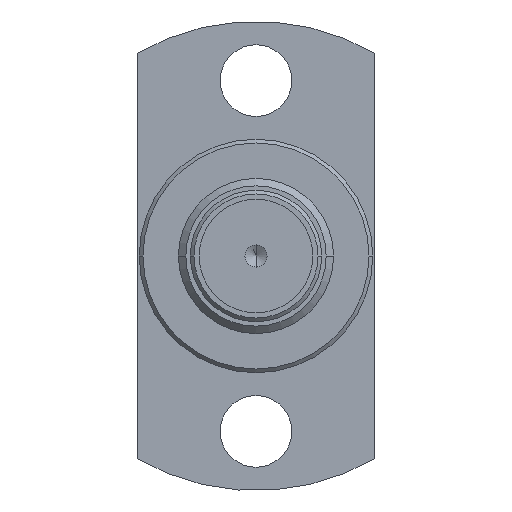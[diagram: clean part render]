
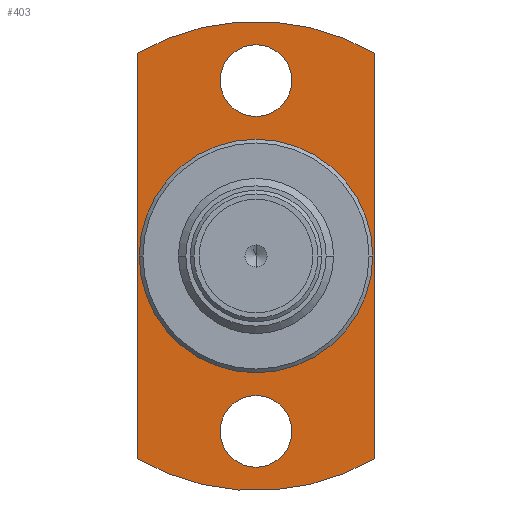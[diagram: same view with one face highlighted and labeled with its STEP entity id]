
A CAD part, front view. The second image highlights one B-rep face of the part: STEP entity #403.
In plain terms, the highlighted planar face has unit normal (0, -1, 0).
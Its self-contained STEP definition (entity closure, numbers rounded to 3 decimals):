
#2 = EDGE_CURVE ( 'NONE', #1630, #652, #744, .T. ) ;
#27 = ORIENTED_EDGE ( 'NONE', *, *, #291, .F. ) ;
#30 = DIRECTION ( 'NONE',  ( -1., 0., 0. ) ) ;
#33 = CARTESIAN_POINT ( 'NONE',  ( 4.8, -0.05, 8.198 ) ) ;
#50 = EDGE_CURVE ( 'NONE', #1252, #1650, #1583, .T. ) ;
#51 = ORIENTED_EDGE ( 'NONE', *, *, #2, .T. ) ;
#76 = CARTESIAN_POINT ( 'NONE',  ( 4.8, -0.05, 0. ) ) ;
#95 = DIRECTION ( 'NONE',  ( -1., 0., 0. ) ) ;
#144 = DIRECTION ( 'NONE',  ( -1., 0., 0. ) ) ;
#145 = FACE_BOUND ( 'NONE', #1015, .T. ) ;
#150 = ORIENTED_EDGE ( 'NONE', *, *, #181, .T. ) ;
#169 = CARTESIAN_POINT ( 'NONE',  ( 0., -0.05, 0. ) ) ;
#181 = EDGE_CURVE ( 'NONE', #287, #1590, #950, .T. ) ;
#190 = CARTESIAN_POINT ( 'NONE',  ( 0., -0.05, 0. ) ) ;
#195 = CARTESIAN_POINT ( 'NONE',  ( 4.8, -0.05, -8.198 ) ) ;
#206 = EDGE_CURVE ( 'NONE', #499, #792, #760, .T. ) ;
#268 = DIRECTION ( 'NONE',  ( -1., 0., 0. ) ) ;
#275 = AXIS2_PLACEMENT_3D ( 'NONE', #682, #1214, #1200 ) ;
#287 = VERTEX_POINT ( 'NONE', #896 ) ;
#290 = ORIENTED_EDGE ( 'NONE', *, *, #579, .T. ) ;
#291 = EDGE_CURVE ( 'NONE', #499, #652, #1000, .T. ) ;
#302 = CARTESIAN_POINT ( 'NONE',  ( 0., -0.05, -5.65 ) ) ;
#324 = EDGE_CURVE ( 'NONE', #447, #1177, #1154, .T. ) ;
#346 = EDGE_LOOP ( 'NONE', ( #1349, #51, #27, #1476 ) ) ;
#357 = CARTESIAN_POINT ( 'NONE',  ( -4.725, -0.05, 0. ) ) ;
#362 = AXIS2_PLACEMENT_3D ( 'NONE', #169, #1553, #764 ) ;
#370 = CARTESIAN_POINT ( 'NONE',  ( -4.8, -0.05, -8.198 ) ) ;
#376 = CIRCLE ( 'NONE', #1016, 1.45 ) ;
#386 = ORIENTED_EDGE ( 'NONE', *, *, #1623, .T. ) ;
#392 = DIRECTION ( 'NONE',  ( -1., 0., 0. ) ) ;
#403 = ADVANCED_FACE ( 'NONE', ( #1362, #145, #1017, #636 ), #919, .F. ) ;
#447 = VERTEX_POINT ( 'NONE', #1072 ) ;
#487 = CARTESIAN_POINT ( 'NONE',  ( 0., -0.05, 0. ) ) ;
#499 = VERTEX_POINT ( 'NONE', #195 ) ;
#509 = DIRECTION ( 'NONE',  ( 0., 1., 0. ) ) ;
#522 = AXIS2_PLACEMENT_3D ( 'NONE', #1560, #1149, #144 ) ;
#542 = CIRCLE ( 'NONE', #275, 1.45 ) ;
#572 = DIRECTION ( 'NONE',  ( 0., 0., -1. ) ) ;
#579 = EDGE_CURVE ( 'NONE', #1590, #287, #376, .T. ) ;
#603 = AXIS2_PLACEMENT_3D ( 'NONE', #846, #509, #268 ) ;
#636 = FACE_BOUND ( 'NONE', #1274, .T. ) ;
#638 = DIRECTION ( 'NONE',  ( 0., 0., 1. ) ) ;
#640 = AXIS2_PLACEMENT_3D ( 'NONE', #887, #1020, #392 ) ;
#651 = CARTESIAN_POINT ( 'NONE',  ( 0., -0.05, 7.1 ) ) ;
#652 = VERTEX_POINT ( 'NONE', #370 ) ;
#675 = EDGE_CURVE ( 'NONE', #1630, #792, #1124, .T. ) ;
#682 = CARTESIAN_POINT ( 'NONE',  ( 0., -0.05, 7.1 ) ) ;
#689 = DIRECTION ( 'NONE',  ( 0., 1., 0. ) ) ;
#698 = DIRECTION ( 'NONE',  ( 0., 1., 0. ) ) ;
#716 = CARTESIAN_POINT ( 'NONE',  ( 0., -0.05, -7.1 ) ) ;
#738 = CIRCLE ( 'NONE', #603, 4.725 ) ;
#740 = DIRECTION ( 'NONE',  ( -1., 0., 0. ) ) ;
#744 = LINE ( 'NONE', #1485, #1487 ) ;
#760 = LINE ( 'NONE', #76, #1357 ) ;
#764 = DIRECTION ( 'NONE',  ( -1., 0., 0. ) ) ;
#792 = VERTEX_POINT ( 'NONE', #33 ) ;
#805 = AXIS2_PLACEMENT_3D ( 'NONE', #487, #1115, #740 ) ;
#846 = CARTESIAN_POINT ( 'NONE',  ( 0., -0.05, 0. ) ) ;
#848 = ORIENTED_EDGE ( 'NONE', *, *, #324, .T. ) ;
#887 = CARTESIAN_POINT ( 'NONE',  ( 0., -0.05, -7.1 ) ) ;
#896 = CARTESIAN_POINT ( 'NONE',  ( 0., -0.05, -8.55 ) ) ;
#919 = PLANE ( 'NONE',  #522 ) ;
#939 = ORIENTED_EDGE ( 'NONE', *, *, #50, .T. ) ;
#950 = CIRCLE ( 'NONE', #640, 1.45 ) ;
#986 = AXIS2_PLACEMENT_3D ( 'NONE', #651, #1294, #30 ) ;
#1000 = CIRCLE ( 'NONE', #362, 9.5 ) ;
#1014 = CARTESIAN_POINT ( 'NONE',  ( 0., -0.05, 8.55 ) ) ;
#1015 = EDGE_LOOP ( 'NONE', ( #386, #848 ) ) ;
#1016 = AXIS2_PLACEMENT_3D ( 'NONE', #716, #698, #95 ) ;
#1017 = FACE_OUTER_BOUND ( 'NONE', #346, .T. ) ;
#1020 = DIRECTION ( 'NONE',  ( 0., 1., 0. ) ) ;
#1072 = CARTESIAN_POINT ( 'NONE',  ( 0., -0.05, 5.65 ) ) ;
#1108 = ORIENTED_EDGE ( 'NONE', *, *, #1167, .T. ) ;
#1113 = EDGE_LOOP ( 'NONE', ( #290, #150 ) ) ;
#1115 = DIRECTION ( 'NONE',  ( 0., 1., 0. ) ) ;
#1124 = CIRCLE ( 'NONE', #805, 9.5 ) ;
#1149 = DIRECTION ( 'NONE',  ( 0., 1., 0. ) ) ;
#1154 = CIRCLE ( 'NONE', #986, 1.45 ) ;
#1167 = EDGE_CURVE ( 'NONE', #1650, #1252, #738, .T. ) ;
#1177 = VERTEX_POINT ( 'NONE', #1014 ) ;
#1200 = DIRECTION ( 'NONE',  ( -1., 0., 0. ) ) ;
#1214 = DIRECTION ( 'NONE',  ( 0., 1., 0. ) ) ;
#1252 = VERTEX_POINT ( 'NONE', #357 ) ;
#1274 = EDGE_LOOP ( 'NONE', ( #939, #1108 ) ) ;
#1294 = DIRECTION ( 'NONE',  ( 0., 1., 0. ) ) ;
#1349 = ORIENTED_EDGE ( 'NONE', *, *, #675, .F. ) ;
#1357 = VECTOR ( 'NONE', #638, 1000. ) ;
#1362 = FACE_BOUND ( 'NONE', #1113, .T. ) ;
#1441 = AXIS2_PLACEMENT_3D ( 'NONE', #190, #689, #1601 ) ;
#1474 = CARTESIAN_POINT ( 'NONE',  ( -4.8, -0.05, 8.198 ) ) ;
#1476 = ORIENTED_EDGE ( 'NONE', *, *, #206, .T. ) ;
#1485 = CARTESIAN_POINT ( 'NONE',  ( -4.8, -0.05, 0. ) ) ;
#1487 = VECTOR ( 'NONE', #572, 1000. ) ;
#1553 = DIRECTION ( 'NONE',  ( 0., 1., 0. ) ) ;
#1560 = CARTESIAN_POINT ( 'NONE',  ( 9.5, -0.05, 0. ) ) ;
#1583 = CIRCLE ( 'NONE', #1441, 4.725 ) ;
#1590 = VERTEX_POINT ( 'NONE', #302 ) ;
#1595 = CARTESIAN_POINT ( 'NONE',  ( 4.725, -0.05, 0. ) ) ;
#1601 = DIRECTION ( 'NONE',  ( -1., 0., 0. ) ) ;
#1623 = EDGE_CURVE ( 'NONE', #1177, #447, #542, .T. ) ;
#1630 = VERTEX_POINT ( 'NONE', #1474 ) ;
#1650 = VERTEX_POINT ( 'NONE', #1595 ) ;
